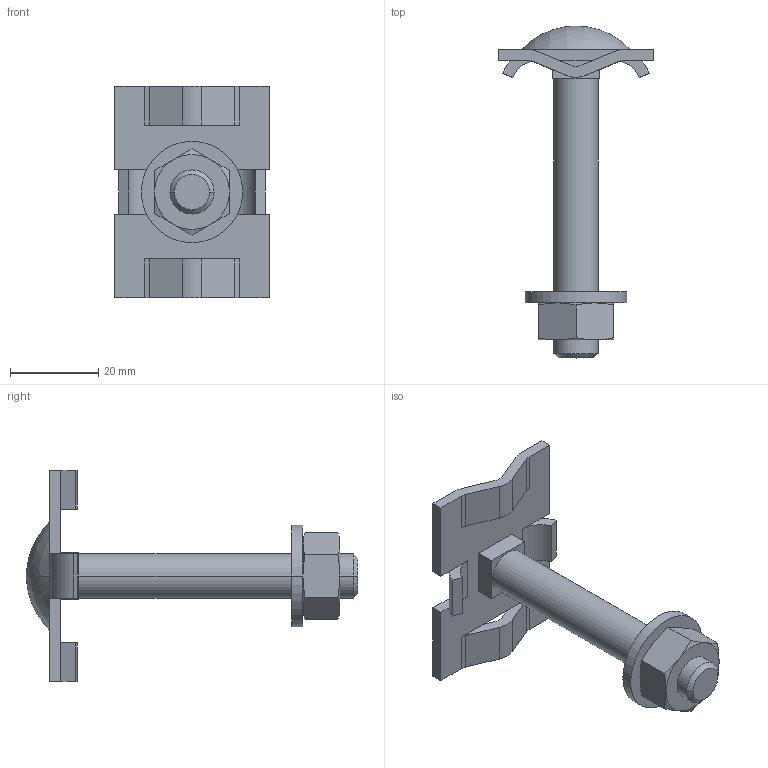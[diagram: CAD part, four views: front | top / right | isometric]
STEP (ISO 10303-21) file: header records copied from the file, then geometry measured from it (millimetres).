
FILE_DESCRIPTION(('STEP AP214'),'1');
FILE_NAME('cctmp_E84222D3-B5BA-4D36-AF6F-6862C3D0A4E7_2024_05_06_10_59_57_0951..stp','2024-05-06T08:59:58',('SIEMENS A&D'),('CADClick - www.CADClick.com'),'Spatial InterOp 3D',' ','unknown authorization');
FILE_SCHEMA(('AUTOMOTIVE_DESIGN'));
Length unit declared in the file: millimetre
Products named in the file (5): cc_unnamed; 2024_05_06_10_59_57_0935; 2024_05_06_10_59_57_0904; 2024_05_06_10_59_57_0873; 2024_05_06_10_59_57_0842
Assembly tree (4 placements, depth 2):
  cc_unnamed
    2024_05_06_10_59_57_0935
    2024_05_06_10_59_57_0904
    2024_05_06_10_59_57_0873
    2024_05_06_10_59_57_0842
Bounding box: 35 x 75.38 x 48 mm (x, y, z)
Volume: 13490.5 mm3; surface area: 9232.9 mm2
Topology: 4 solids, 4 shells, 95 faces, 242 edges, 153 vertices
Faces by surface type: plane 51, cylinder 24, cone 18, sphere 2
Entity records: 3792 total; most frequent: CARTESIAN_POINT 591, DIRECTION 492, ORIENTED_EDGE 484, EDGE_CURVE 242, AXIS2_PLACEMENT_3D 174, VERTEX_POINT 153, LINE 144, VECTOR 144
